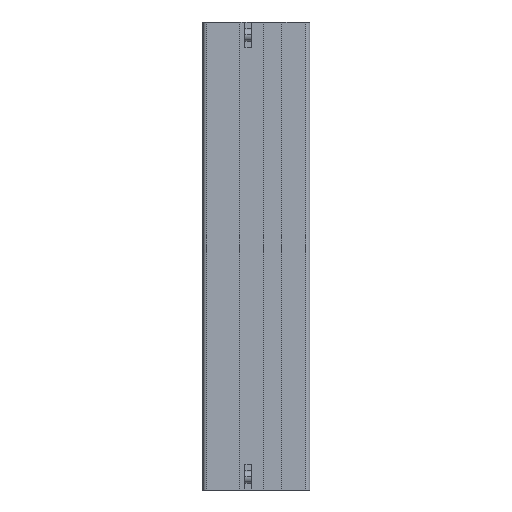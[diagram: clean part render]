
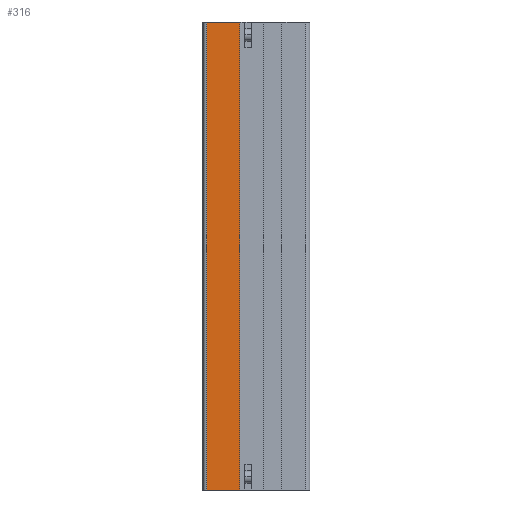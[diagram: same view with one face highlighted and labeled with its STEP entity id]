
A CAD part, front view. The second image highlights one B-rep face of the part: STEP entity #316.
In plain terms, the highlighted planar face has unit normal (-0.001, -1, 0).
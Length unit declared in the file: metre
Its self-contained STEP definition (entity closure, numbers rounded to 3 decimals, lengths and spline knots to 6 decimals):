
#316=ADVANCED_FACE('2:23556',(#617),#618,.T.);
#617=FACE_OUTER_BOUND('',#913,.T.);
#618=PLANE('',#914);
#913=EDGE_LOOP('',(#1771,#1772,#1773,#1774));
#914=AXIS2_PLACEMENT_3D('',#1775,#1776,#1777);
#1771=ORIENTED_EDGE('',*,*,#2087,.T.);
#1772=ORIENTED_EDGE('',*,*,#2105,.F.);
#1773=ORIENTED_EDGE('',*,*,#1822,.T.);
#1774=ORIENTED_EDGE('',*,*,#1924,.T.);
#1775=CARTESIAN_POINT('',(-0.006532,0.004469,0.0));
#1776=DIRECTION('',(-0.001,-1.,0.0));
#1777=DIRECTION('',(1.,-0.001,0.0));
#1822=EDGE_CURVE('2:23766',#2188,#2186,#2189,.T.);
#1924=EDGE_CURVE('2:23754',#2186,#2369,#2371,.T.);
#2087=EDGE_CURVE('2:23760',#2369,#2601,#2603,.T.);
#2105=EDGE_CURVE('2:23763',#2188,#2601,#2622,.T.);
#2186=VERTEX_POINT('',#2720);
#2188=VERTEX_POINT('',#2723);
#2189=LINE('',#2724,#2725);
#2369=VERTEX_POINT('',#2960);
#2371=LINE('',#2963,#2964);
#2601=VERTEX_POINT('',#3281);
#2603=LINE('',#3283,#3284);
#2622=LINE('',#3310,#3311);
#2720=CARTESIAN_POINT('',(-0.00386,0.004467,0.0));
#2723=CARTESIAN_POINT('',(-0.009205,0.004471,0.0));
#2724=CARTESIAN_POINT('',(-0.009205,0.004471,0.0));
#2725=VECTOR('',#3386,1.0);
#2960=CARTESIAN_POINT('',(-0.00386,0.004467,0.075));
#2963=CARTESIAN_POINT('',(-0.00386,0.004467,0.0));
#2964=VECTOR('',#3545,1.0);
#3281=CARTESIAN_POINT('',(-0.009205,0.004471,0.075));
#3283=CARTESIAN_POINT('',(-0.009205,0.004471,0.075));
#3284=VECTOR('',#3744,1.0);
#3310=CARTESIAN_POINT('',(-0.009205,0.004471,0.0));
#3311=VECTOR('',#3752,1.0);
#3386=DIRECTION('',(1.,-0.001,0.0));
#3545=DIRECTION('',(0.0,-0.0,1.0));
#3744=DIRECTION('',(-1.,0.001,0.0));
#3752=DIRECTION('',(0.0,-0.0,1.0));
